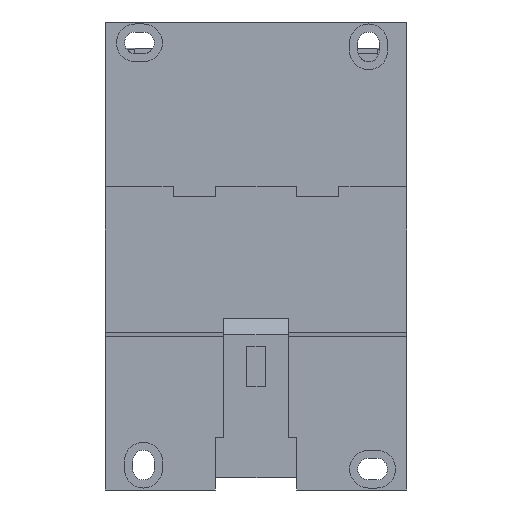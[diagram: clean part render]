
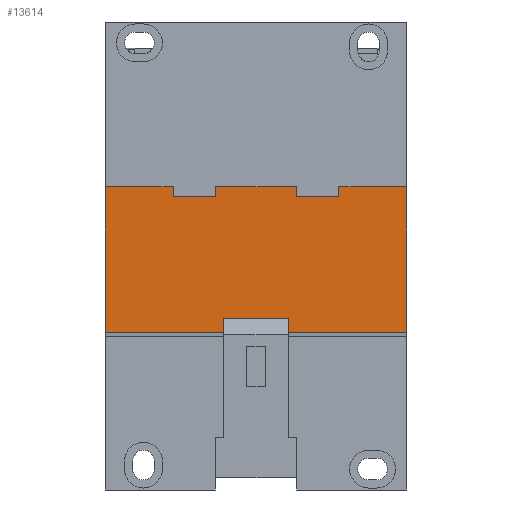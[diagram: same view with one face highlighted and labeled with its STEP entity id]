
A CAD part, front view. The second image highlights one B-rep face of the part: STEP entity #13614.
In plain terms, the highlighted planar face has unit normal (0, -1, 0).
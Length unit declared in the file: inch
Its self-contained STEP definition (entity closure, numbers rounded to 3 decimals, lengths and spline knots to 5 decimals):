
#10 = DIRECTION ( 'NONE',  ( 0., 0., 1. ) ) ;
#85 = CARTESIAN_POINT ( 'NONE',  ( -1.7871, -1.04329, -1.79134 ) ) ;
#250 = LINE ( 'NONE', #6422, #6092 ) ;
#388 = LINE ( 'NONE', #9542, #16243 ) ;
#426 = CARTESIAN_POINT ( 'NONE',  ( -1.7871, -1.04329, -1.71659 ) ) ;
#486 = EDGE_CURVE ( 'NONE', #10029, #14933, #14047, .T. ) ;
#934 = ORIENTED_EDGE ( 'NONE', *, *, #2198, .T. ) ;
#1021 = LINE ( 'NONE', #18646, #7711 ) ;
#1521 = EDGE_CURVE ( 'NONE', #14056, #14187, #7146, .T. ) ;
#1905 = VERTEX_POINT ( 'NONE', #7185 ) ;
#2124 = DIRECTION ( 'NONE',  ( 0., 0., -1. ) ) ;
#2168 = VECTOR ( 'NONE', #16968, 39.37008 ) ;
#2198 = EDGE_CURVE ( 'NONE', #7494, #13132, #12945, .T. ) ;
#2404 = DIRECTION ( 'NONE',  ( 0., 0., 1. ) ) ;
#2458 = CARTESIAN_POINT ( 'NONE',  ( -1.86584, -1.04329, -0.36614 ) ) ;
#2493 = VECTOR ( 'NONE', #16620, 39.37008 ) ;
#2671 = VECTOR ( 'NONE', #3432, 39.37008 ) ;
#2685 = FACE_OUTER_BOUND ( 'NONE', #9164, .T. ) ;
#3258 = EDGE_CURVE ( 'NONE', #14016, #14933, #10916, .T. ) ;
#3403 = CARTESIAN_POINT ( 'NONE',  ( -1.86584, -1.04329, -0.36614 ) ) ;
#3405 = VERTEX_POINT ( 'NONE', #15830 ) ;
#3432 = DIRECTION ( 'NONE',  ( 1., 0., 0. ) ) ;
#3606 = VERTEX_POINT ( 'NONE', #3403 ) ;
#3973 = EDGE_CURVE ( 'NONE', #12862, #3405, #18002, .T. ) ;
#4052 = PLANE ( 'NONE',  #5183 ) ;
#4311 = CARTESIAN_POINT ( 'NONE',  ( -1.07844, -1.04329, -0.36614 ) ) ;
#4504 = VECTOR ( 'NONE', #11790, 39.37008 ) ;
#4841 = VECTOR ( 'NONE', #7230, 39.37008 ) ;
#5135 = CARTESIAN_POINT ( 'NONE',  ( -2.94888, -1.04329, -3.3343 ) ) ;
#5183 = AXIS2_PLACEMENT_3D ( 'NONE', #18590, #15700, #2404 ) ;
#5207 = LINE ( 'NONE', #11075, #2168 ) ;
#5237 = EDGE_CURVE ( 'NONE', #3606, #14187, #388, .T. ) ;
#5316 = CARTESIAN_POINT ( 'NONE',  ( -1.15718, -1.04329, -1.71659 ) ) ;
#5606 = DIRECTION ( 'NONE',  ( 0., 0., -1. ) ) ;
#5766 = VECTOR ( 'NONE', #8007, 39.37008 ) ;
#5802 = CARTESIAN_POINT ( 'NONE',  ( -1.15718, -1.04329, -1.71659 ) ) ;
#5837 = EDGE_CURVE ( 'NONE', #6757, #17124, #8108, .T. ) ;
#6092 = VECTOR ( 'NONE', #15266, 39.37008 ) ;
#6194 = ORIENTED_EDGE ( 'NONE', *, *, #13418, .T. ) ;
#6287 = ORIENTED_EDGE ( 'NONE', *, *, #486, .T. ) ;
#6390 = ORIENTED_EDGE ( 'NONE', *, *, #9313, .F. ) ;
#6404 = LINE ( 'NONE', #16623, #2671 ) ;
#6422 = CARTESIAN_POINT ( 'NONE',  ( -1.07844, -1.04329, -0.38583 ) ) ;
#6456 = CARTESIAN_POINT ( 'NONE',  ( 0.0046, -1.04329, -3.3343 ) ) ;
#6480 = ORIENTED_EDGE ( 'NONE', *, *, #19055, .T. ) ;
#6625 = CARTESIAN_POINT ( 'NONE',  ( -2.28316, -1.04329, -0.36614 ) ) ;
#6630 = VECTOR ( 'NONE', #10, 39.37008 ) ;
#6718 = CARTESIAN_POINT ( 'NONE',  ( -1.7871, -1.04329, -1.71659 ) ) ;
#6757 = VERTEX_POINT ( 'NONE', #5802 ) ;
#7146 = LINE ( 'NONE', #7418, #6630 ) ;
#7185 = CARTESIAN_POINT ( 'NONE',  ( -2.94888, -1.04329, -0.36614 ) ) ;
#7230 = DIRECTION ( 'NONE',  ( 0., 0., 1. ) ) ;
#7277 = CARTESIAN_POINT ( 'NONE',  ( -1.15718, -1.04329, -1.71659 ) ) ;
#7338 = ORIENTED_EDGE ( 'NONE', *, *, #9128, .F. ) ;
#7418 = CARTESIAN_POINT ( 'NONE',  ( -1.07844, -1.04329, -0.38583 ) ) ;
#7494 = VERTEX_POINT ( 'NONE', #17039 ) ;
#7711 = VECTOR ( 'NONE', #12758, 39.37008 ) ;
#7837 = EDGE_CURVE ( 'NONE', #14056, #13728, #250, .T. ) ;
#7954 = DIRECTION ( 'NONE',  ( 1., 0., 0. ) ) ;
#8007 = DIRECTION ( 'NONE',  ( 0., 0., 1. ) ) ;
#8108 = LINE ( 'NONE', #5316, #9779 ) ;
#8691 = LINE ( 'NONE', #14543, #4841 ) ;
#8843 = VECTOR ( 'NONE', #2124, 39.37008 ) ;
#8947 = ORIENTED_EDGE ( 'NONE', *, *, #7837, .F. ) ;
#9128 = EDGE_CURVE ( 'NONE', #6757, #14016, #11042, .T. ) ;
#9164 = EDGE_LOOP ( 'NONE', ( #7338, #14577, #12744, #10400, #11171, #15191, #8947, #9335, #18519, #6480, #934, #15365, #6390, #6194, #6287, #15803 ) ) ;
#9197 = CARTESIAN_POINT ( 'NONE',  ( -2.94893, -1.04329, -1.79134 ) ) ;
#9236 = VECTOR ( 'NONE', #12743, 39.37008 ) ;
#9313 = EDGE_CURVE ( 'NONE', #1905, #15167, #6404, .T. ) ;
#9335 = ORIENTED_EDGE ( 'NONE', *, *, #1521, .T. ) ;
#9542 = CARTESIAN_POINT ( 'NONE',  ( -2.94893, -1.04329, -0.36614 ) ) ;
#9779 = VECTOR ( 'NONE', #5606, 39.37008 ) ;
#10003 = CARTESIAN_POINT ( 'NONE',  ( -0.66112, -1.04329, -0.38583 ) ) ;
#10029 = VERTEX_POINT ( 'NONE', #12517 ) ;
#10400 = ORIENTED_EDGE ( 'NONE', *, *, #3973, .T. ) ;
#10578 = LINE ( 'NONE', #10671, #8843 ) ;
#10671 = CARTESIAN_POINT ( 'NONE',  ( -2.28316, -1.04329, -0.36614 ) ) ;
#10916 = LINE ( 'NONE', #426, #2493 ) ;
#11042 = LINE ( 'NONE', #7277, #4504 ) ;
#11075 = CARTESIAN_POINT ( 'NONE',  ( -2.94893, -1.04329, -0.36614 ) ) ;
#11171 = ORIENTED_EDGE ( 'NONE', *, *, #14804, .F. ) ;
#11209 = VECTOR ( 'NONE', #7954, 39.37008 ) ;
#11790 = DIRECTION ( 'NONE',  ( -1., 0., 0. ) ) ;
#12330 = DIRECTION ( 'NONE',  ( 1., 0., 0. ) ) ;
#12398 = CARTESIAN_POINT ( 'NONE',  ( -2.28316, -1.04329, -0.38583 ) ) ;
#12517 = CARTESIAN_POINT ( 'NONE',  ( -2.94888, -1.04329, -1.79134 ) ) ;
#12609 = CARTESIAN_POINT ( 'NONE',  ( 0.0046, -1.04329, -1.79134 ) ) ;
#12634 = VECTOR ( 'NONE', #14209, 39.37008 ) ;
#12665 = LINE ( 'NONE', #2458, #12634 ) ;
#12729 = EDGE_CURVE ( 'NONE', #13728, #17968, #8691, .T. ) ;
#12743 = DIRECTION ( 'NONE',  ( -1., 0., 0. ) ) ;
#12744 = ORIENTED_EDGE ( 'NONE', *, *, #15731, .T. ) ;
#12755 = EDGE_CURVE ( 'NONE', #15167, #13132, #10578, .T. ) ;
#12758 = DIRECTION ( 'NONE',  ( 1., 0., 0. ) ) ;
#12862 = VERTEX_POINT ( 'NONE', #12609 ) ;
#12945 = LINE ( 'NONE', #14377, #9236 ) ;
#13132 = VERTEX_POINT ( 'NONE', #12398 ) ;
#13418 = EDGE_CURVE ( 'NONE', #1905, #10029, #15053, .T. ) ;
#13614 = ADVANCED_FACE ( 'NONE', ( #2685 ), #4052, .F. ) ;
#13728 = VERTEX_POINT ( 'NONE', #10003 ) ;
#14016 = VERTEX_POINT ( 'NONE', #6718 ) ;
#14047 = LINE ( 'NONE', #9197, #11209 ) ;
#14056 = VERTEX_POINT ( 'NONE', #15677 ) ;
#14187 = VERTEX_POINT ( 'NONE', #4311 ) ;
#14209 = DIRECTION ( 'NONE',  ( 0., 0., -1. ) ) ;
#14377 = CARTESIAN_POINT ( 'NONE',  ( -1.86584, -1.04329, -0.38583 ) ) ;
#14543 = CARTESIAN_POINT ( 'NONE',  ( -0.66112, -1.04329, -0.38583 ) ) ;
#14577 = ORIENTED_EDGE ( 'NONE', *, *, #5837, .T. ) ;
#14804 = EDGE_CURVE ( 'NONE', #17968, #3405, #5207, .T. ) ;
#14933 = VERTEX_POINT ( 'NONE', #85 ) ;
#15053 = LINE ( 'NONE', #5135, #18717 ) ;
#15167 = VERTEX_POINT ( 'NONE', #6625 ) ;
#15191 = ORIENTED_EDGE ( 'NONE', *, *, #12729, .F. ) ;
#15266 = DIRECTION ( 'NONE',  ( 1., 0., 0. ) ) ;
#15365 = ORIENTED_EDGE ( 'NONE', *, *, #12755, .F. ) ;
#15677 = CARTESIAN_POINT ( 'NONE',  ( -1.07844, -1.04329, -0.38583 ) ) ;
#15700 = DIRECTION ( 'NONE',  ( 0., 1., 0. ) ) ;
#15731 = EDGE_CURVE ( 'NONE', #17124, #12862, #1021, .T. ) ;
#15803 = ORIENTED_EDGE ( 'NONE', *, *, #3258, .F. ) ;
#15830 = CARTESIAN_POINT ( 'NONE',  ( 0.0046, -1.04329, -0.36614 ) ) ;
#16243 = VECTOR ( 'NONE', #12330, 39.37008 ) ;
#16620 = DIRECTION ( 'NONE',  ( 0., 0., -1. ) ) ;
#16623 = CARTESIAN_POINT ( 'NONE',  ( -2.94893, -1.04329, -0.36614 ) ) ;
#16968 = DIRECTION ( 'NONE',  ( 1., 0., 0. ) ) ;
#17039 = CARTESIAN_POINT ( 'NONE',  ( -1.86584, -1.04329, -0.38583 ) ) ;
#17124 = VERTEX_POINT ( 'NONE', #18141 ) ;
#17192 = CARTESIAN_POINT ( 'NONE',  ( -0.66112, -1.04329, -0.36614 ) ) ;
#17968 = VERTEX_POINT ( 'NONE', #17192 ) ;
#18002 = LINE ( 'NONE', #6456, #5766 ) ;
#18141 = CARTESIAN_POINT ( 'NONE',  ( -1.15718, -1.04329, -1.79134 ) ) ;
#18244 = DIRECTION ( 'NONE',  ( 0., 0., -1. ) ) ;
#18519 = ORIENTED_EDGE ( 'NONE', *, *, #5237, .F. ) ;
#18590 = CARTESIAN_POINT ( 'NONE',  ( -2.94893, -1.04329, -1.79134 ) ) ;
#18646 = CARTESIAN_POINT ( 'NONE',  ( -2.94893, -1.04329, -1.79134 ) ) ;
#18717 = VECTOR ( 'NONE', #18244, 39.37008 ) ;
#19055 = EDGE_CURVE ( 'NONE', #3606, #7494, #12665, .T. ) ;
